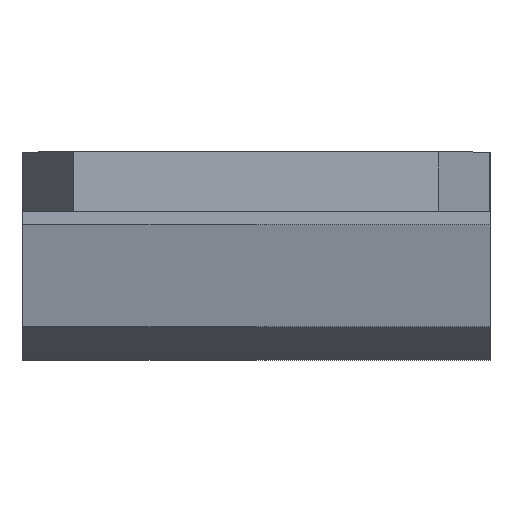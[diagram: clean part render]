
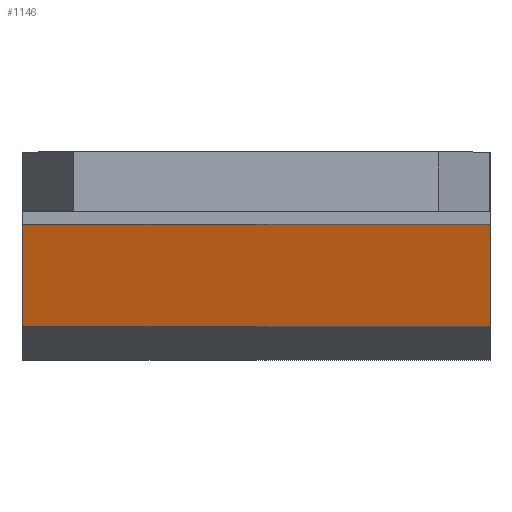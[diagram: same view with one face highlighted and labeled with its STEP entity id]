
A CAD part, top view. The second image highlights one B-rep face of the part: STEP entity #1146.
In plain terms, the highlighted planar face has unit normal (0, -0.259, 0.966).
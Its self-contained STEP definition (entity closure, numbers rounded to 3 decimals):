
#62=PLANE('',#1239);
#124=FACE_OUTER_BOUND('',#187,.T.);
#187=EDGE_LOOP('',(#998,#999,#1000,#1001));
#302=LINE('',#1782,#447);
#310=LINE('',#1798,#455);
#313=LINE('',#1802,#458);
#314=LINE('',#1804,#459);
#447=VECTOR('',#1458,10.);
#455=VECTOR('',#1472,10.);
#458=VECTOR('',#1477,10.);
#459=VECTOR('',#1480,10.);
#586=VERTEX_POINT('',#1779);
#587=VERTEX_POINT('',#1781);
#591=VERTEX_POINT('',#1795);
#592=VERTEX_POINT('',#1797);
#724=EDGE_CURVE('',#587,#586,#302,.T.);
#732=EDGE_CURVE('',#592,#591,#310,.T.);
#735=EDGE_CURVE('',#592,#586,#313,.T.);
#736=EDGE_CURVE('',#591,#587,#314,.T.);
#998=ORIENTED_EDGE('',*,*,#735,.F.);
#999=ORIENTED_EDGE('',*,*,#732,.T.);
#1000=ORIENTED_EDGE('',*,*,#736,.T.);
#1001=ORIENTED_EDGE('',*,*,#724,.T.);
#1146=ADVANCED_FACE('',(#124),#62,.T.);
#1239=AXIS2_PLACEMENT_3D('',#1803,#1478,#1479);
#1458=DIRECTION('',(0.,-0.966,-0.259));
#1472=DIRECTION('',(0.,0.966,0.259));
#1477=DIRECTION('',(-1.,0.,0.));
#1478=DIRECTION('center_axis',(0.,-0.259,0.966));
#1479=DIRECTION('ref_axis',(1.,0.,0.));
#1480=DIRECTION('',(-1.,0.,0.));
#1779=CARTESIAN_POINT('',(-5.2,-0.806,14.54));
#1781=CARTESIAN_POINT('',(-5.2,1.47,15.15));
#1782=CARTESIAN_POINT('',(-5.2,0.323,14.843));
#1795=CARTESIAN_POINT('',(5.2,1.47,15.15));
#1797=CARTESIAN_POINT('',(5.2,-0.806,14.54));
#1798=CARTESIAN_POINT('',(5.2,-1.823,14.268));
#1802=CARTESIAN_POINT('',(-3.9,-0.806,14.54));
#1803=CARTESIAN_POINT('Origin',(-2.6,-0.03,14.748));
#1804=CARTESIAN_POINT('',(-2.6,1.47,15.15));
